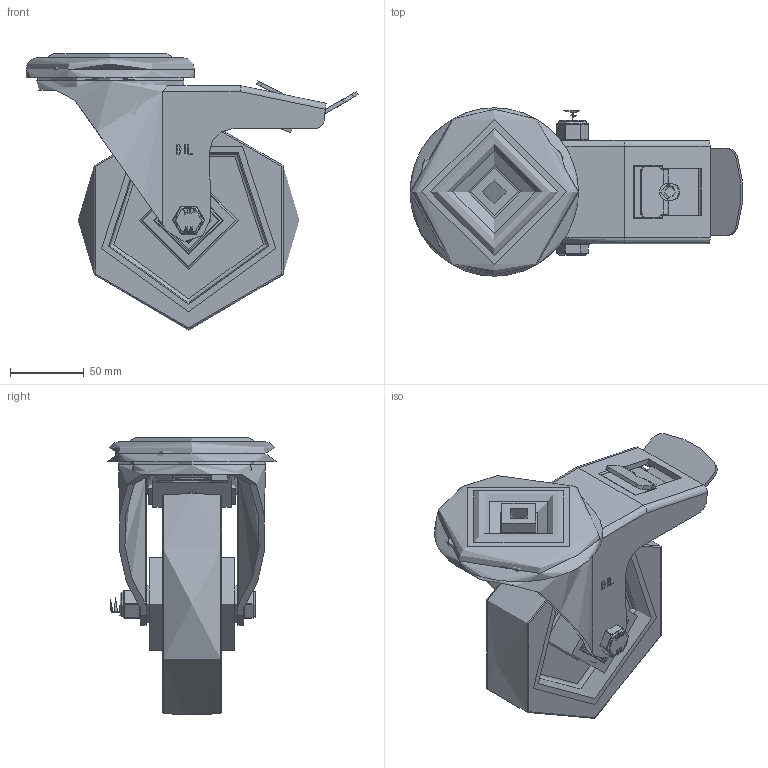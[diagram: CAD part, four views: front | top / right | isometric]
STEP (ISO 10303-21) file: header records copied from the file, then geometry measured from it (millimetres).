
FILE_DESCRIPTION(/* description */ ('','CAx-IF Rec.Pracs.---Representation and Presentation of Product Manufacturing Information (PMI)---4.0---2014-10-13'),/* implementation_level */ '2;1');
FILE_NAME(/* name */ 'BZMM150NPBJBH16SWB.step',/* time_stamp */ '2024-11-21T08:44:28Z',/* author */ (''),/* organization */ (''),/* preprocessor_version */ 'ST-DEVELOPER v20',/* originating_system */ 'Autodesk Translation Framework v13.20.0.188',/* authorisation */ '');
FILE_SCHEMA (('AP242_MANAGED_MODEL_BASED_3D_ENGINEERING_MIM_LF { 1 0 10303 442 1 1 4 }'));
Length unit declared in the file: millimetre
Products named in the file (32): BZMM150NPBJBH16SWB; BZMM150ASBH16SWB - 62 v1; ZINC PLATED, PRESSED STEEL HEAD; BRAKE PAD; ZINC PLATED, PRESSED STEEL BRAKE PEDAL; ZINC PLATED, PRESSED STEEL BRAKE PEDAL Geometry; WASHER; BRAKE BOLT; ZINC PLATED, PRESSED STEEL FORKS; BZH150WNPBJM2060 v1; POLYURETHANE TYRE; NYLON RIM; BEARING6204; BALL BEARINGS; BEARING6204 (1); BALL BEARINGS (1); Component3; INNER; OUTER; MIDDLE; RUBBER; BEARING SPACER; TH20X2X12 v1; ZINC PLATED HEADED SPACER; TH20X2X12 v1 (1); ZINC PLATED HEADED SPACER (1); HEXBOLTM12X90Z8.8 v2; GRADE 8.8 ZINC PLATED BOLT; NYLOCM12Z14MM v1; NYLOC NUT; NUT; RUBBER (1)
Assembly tree (50 placements, depth 5):
  BZMM150NPBJBH16SWB
    BZMM150ASBH16SWB - 62 v1
      ZINC PLATED, PRESSED STEEL HEAD
      BRAKE PAD
      ZINC PLATED, PRESSED STEEL BRAKE PEDAL
        ZINC PLATED, PRESSED STEEL BRAKE PEDAL Geometry
        WASHER
        BRAKE BOLT
      ZINC PLATED, PRESSED STEEL FORKS
    BZH150WNPBJM2060 v1
      POLYURETHANE TYRE
      NYLON RIM
      BEARING6204
        INNER
        OUTER
        BALL BEARINGS
          Component3  x8
        MIDDLE
        RUBBER
      BEARING6204 (1)
        BALL BEARINGS (1)
          Component3  x8
        INNER
        OUTER
        MIDDLE
        RUBBER
      BEARING SPACER
    TH20X2X12 v1
      ZINC PLATED HEADED SPACER
    TH20X2X12 v1 (1)
      ZINC PLATED HEADED SPACER (1)
    HEXBOLTM12X90Z8.8 v2
      GRADE 8.8 ZINC PLATED BOLT
    NYLOCM12Z14MM v1
      NYLOC NUT
        NUT
        RUBBER (1)
Bounding box: 224.62 x 114 x 187.87 mm (x, y, z)
Volume: 720729.6 mm3; surface area: 285702.9 mm2
Topology: 40 solids, 40 shells, 1255 faces, 3209 edges, 2120 vertices
Faces by surface type: plane 558, bspline 338, cylinder 254, sphere 66, torus 31, cone 8
Full cylindrical faces by diameter (mm): 8 x11, 9.836 x16, 10 x1, 10.273 x1, 11.834 x16, 12 x3, 12.2 x4, 14 x2, 15.273 x1, 16.2 x1, 17.75 x1, 18.5 x1, 19.8 x2, 20 x3, 24 x1, 25 x2, 27 x2, 28.5 x8, 30.8 x4, 31.3 x4, 32.5 x3, 40.3 x4, 40.5 x4, 40.8 x4, 41 x1, 42 x11, 47 x5, 51.5 x1, 63 x2, 74 x1
Entity records: 39201 total; most frequent: CARTESIAN_POINT 17795, ORIENTED_EDGE 4480, DIRECTION 3785, EDGE_CURVE 2240, VERTEX_POINT 1482, AXIS2_PLACEMENT_3D 1334, LINE 1117, VECTOR 1117
